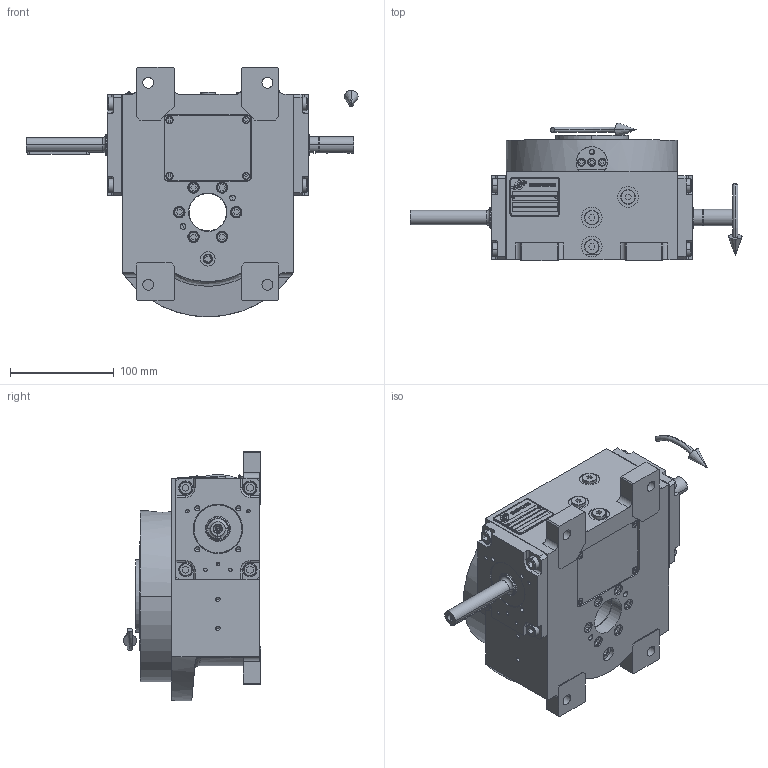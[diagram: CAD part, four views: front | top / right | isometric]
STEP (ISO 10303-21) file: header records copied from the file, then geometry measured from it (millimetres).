
FILE_DESCRIPTION (( 'STEP AP214' ), '1' );
FILE_NAME ('PC5200394.step', '2024-06-13T15:59:00', ( '' ), ( '' ), 'SwSTEP 2.0', 'SolidWorks 2020', '' );
FILE_SCHEMA (( 'AUTOMOTIVE_DESIGN' ));
Length unit declared in the file: millimetre
Products named in the file (70): cfn2003_01_063; cfn2077_01_018; cfn2000_01_151; AS_rig04_014_s_005; cfn2276_01_065; cfn2000_01_185; cfn2000_01_129; rig04_003_10; 900_38_30_003; cfn2155_01_186; rig04_015; cfn2107_01_001; rig04_014_s_005; PC5200394; cfn2128_04_011; freccia_angolare_albero; cfn2205_01_012; rig04_004; cfn2151_01_162; AS_rig04_071_10_m; cfn2151_01_092; cfn2155_01_055; AS_cfn2476_01_001_48x38; AS_rig04_002_bl_009; cfn2000_01_147; cfn2128_05_006; cfn2070_05_001; rig04_001_a_001; cfn2356_03_051; cfn2000_01_161; cfn2155_01_007; rig04_002_bl_009; AS_900_38_30_003; rig06_021; rig04_007_master; cfn2223_01-390x6-b; AS_rig04_015; cfn2010_01_006; freccia_angolare; cfn2115_02_213 ...
Assembly tree (67 placements, depth 3):
  cfn2077_01_018
  cfn2276_01_065
  PC5200394
    rig04_001_a_001
    AS_cfn2476_01_001_48x38
      cfn2476_01_001_48x38
      cfn2107_01_001
      cfn2107_01_001
    AS_rig04_071_10_m
      rig04_005
      rig04_003_10
      cfn2155_01_007
      rig06_021
      cfn2010_02_002
      cfn2000_01_185
      cfn2000_01_185
      cfn2104_02_017
      cfn2000_01_147  x8
      cfn2104_01_016  x2
    AS_rig04_014_s_005
      rig04_014_s_005
      cfn2000_01_151
      cfn2000_01_151
      cfn2000_01_151
      cfn2000_01_151
      cfn2000_01_151
      cfn2000_01_151
      cfn2155_01_186
    AS_rig04_004
      rig04_004
      cfn2155_01_055
      cfn2070_05_001
      cfn2000_01_129  x2
      cfn2000_01_129
      cfn2000_01_129
    AS_rig04_004
      rig04_004
      cfn2155_01_055
      cfn2070_05_001
      cfn2000_01_129  x2
      cfn2000_01_129
      cfn2000_01_129
    AS_rig04_002_bl_009
      rig04_002_bl_009
      cfn2115_02_188
    cfn2128_04_011
    cfn2128_04_011
    cfn2128_04_011
    cfn2128_05_006
    AS_rig04_015
      rig04_015
      cfn2003_01_063
      cfn2003_01_063
      cfn2003_01_063
      cfn2003_01_063
    freccia_angolare_albero
    freccia_angolare
    AS_900_38_30_003
      900_38_30_003
      cfn2000_01_161
Bounding box: 320.5 x 133 x 241 mm (x, y, z)
Volume: 1248645.9 mm3; surface area: 421248.1 mm2
Topology: 72 solids, 72 shells, 2080 faces, 5043 edges, 3224 vertices
Faces by surface type: plane 1073, cylinder 643, cone 343, torus 14, sphere 6, bspline 1
Entity records: 59446 total; most frequent: CARTESIAN_POINT 11815, DIRECTION 9546, ORIENTED_EDGE 9022, EDGE_CURVE 4511, AXIS2_PLACEMENT_3D 3292, LINE 2962, VECTOR 2962, VERTEX_POINT 2936
